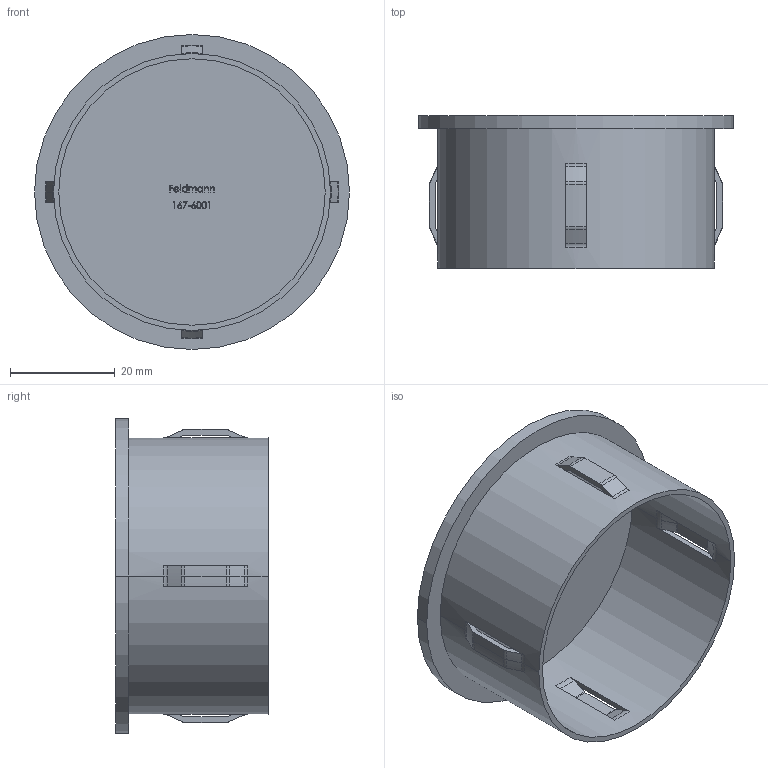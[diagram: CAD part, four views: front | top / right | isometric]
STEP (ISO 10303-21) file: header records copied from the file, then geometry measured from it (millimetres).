
FILE_DESCRIPTION (( 'STEP AP203' ), '1' );
FILE_NAME ('167-6001.step', '2019-09-16T06:57:40', ( '' ), ( '' ), 'SwSTEP 2.0', 'SolidWorks 2015', '' );
FILE_SCHEMA (( 'CONFIG_CONTROL_DESIGN' ));
Length unit declared in the file: millimetre
Products named in the file (1): 167-6001
Bounding box: 60.3 x 29.2 x 60.3 mm (x, y, z)
Volume: 11511 mm3; surface area: 15148 mm2
Topology: 1 solids, 1 shells, 285 faces, 782 edges, 512 vertices
Faces by surface type: plane 125, bspline 84, torus 40, cone 20, cylinder 16
Entity records: 14157 total; most frequent: CARTESIAN_POINT 7520, ORIENTED_EDGE 1564, DIRECTION 1014, EDGE_CURVE 782, VERTEX_POINT 512, VECTOR 394, LINE 394, EDGE_LOOP 314
